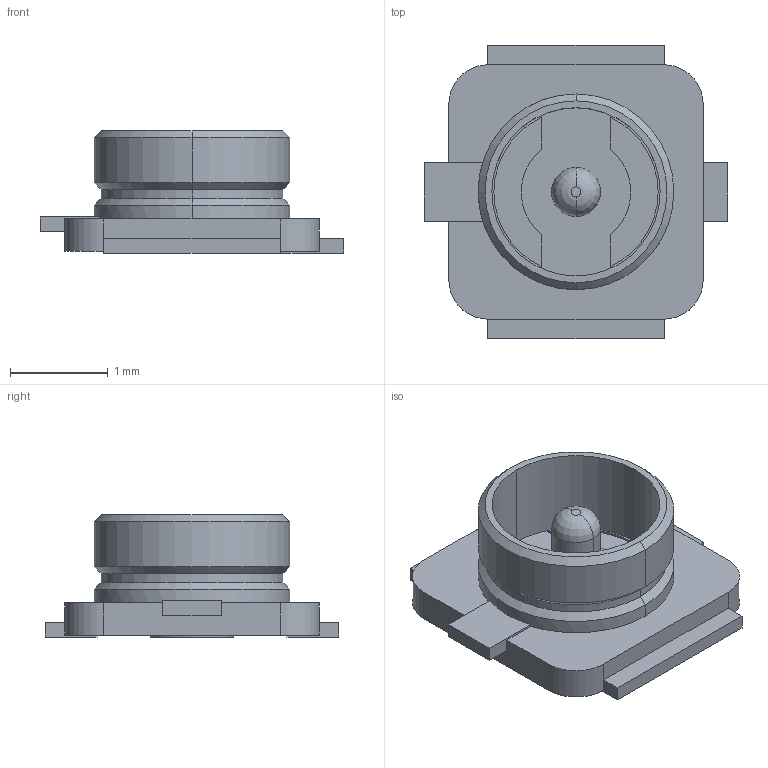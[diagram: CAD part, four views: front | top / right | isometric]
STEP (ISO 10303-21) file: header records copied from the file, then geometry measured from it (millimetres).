
FILE_DESCRIPTION(('FreeCAD Model'),'2;1');
FILE_NAME('User Library-U.FL-R-SMT(10).step', '2019-05-23T13:59:35',('kicad StepUp'),('ksu MCAD'), 'Open CASCADE STEP processor 7.2','FreeCAD','Unknown');
FILE_SCHEMA(('AUTOMOTIVE_DESIGN { 1 0 10303 214 1 1 1 1 }'));
Length unit declared in the file: millimetre
Products named in the file (1): User_Library-U.FL-R-SMT(10)
Bounding box: 3.1 x 3 x 1.25 mm (x, y, z)
Volume: 3.2 mm3; surface area: 30.8 mm2
Topology: 1 solids, 1 shells, 79 faces, 203 edges, 130 vertices
Faces by surface type: plane 47, cylinder 24, cone 6, revolution 2
Entity records: 2966 total; most frequent: CARTESIAN_POINT 427, DIRECTION 417, ORIENTED_EDGE 406, EDGE_CURVE 203, LINE 147, VECTOR 147, AXIS2_PLACEMENT_3D 134, VERTEX_POINT 130
